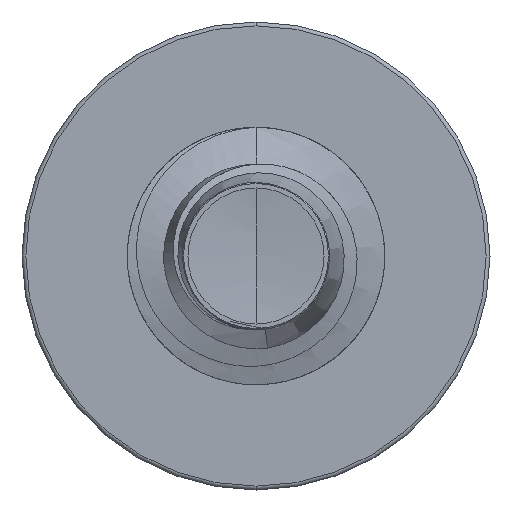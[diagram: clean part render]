
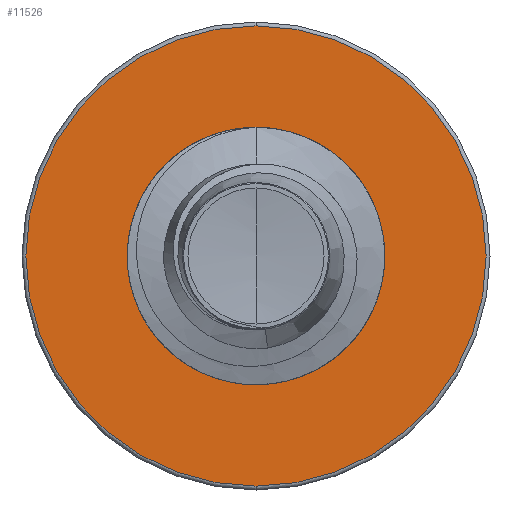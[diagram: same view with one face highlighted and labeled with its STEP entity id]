
A CAD part, front view. The second image highlights one B-rep face of the part: STEP entity #11526.
In plain terms, the highlighted planar face has unit normal (0, -1, 0).
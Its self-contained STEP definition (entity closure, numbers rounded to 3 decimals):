
#256 = ORIENTED_EDGE ( 'NONE', *, *, #1583, .F. ) ;
#788 = DIRECTION ( 'NONE',  ( 0., 0., 1. ) ) ;
#839 = CARTESIAN_POINT ( 'NONE',  ( 0., 8.5, 0. ) ) ;
#1120 = FACE_OUTER_BOUND ( 'NONE', #14871, .T. ) ;
#1210 = EDGE_LOOP ( 'NONE', ( #6186, #10819 ) ) ;
#1478 = AXIS2_PLACEMENT_3D ( 'NONE', #5557, #7986, #788 ) ;
#1583 = EDGE_CURVE ( 'NONE', #5672, #6763, #11842, .T. ) ;
#2044 = DIRECTION ( 'NONE',  ( 0., 0., 1. ) ) ;
#2888 = CARTESIAN_POINT ( 'NONE',  ( 0., 8.5, 0. ) ) ;
#3020 = DIRECTION ( 'NONE',  ( 0., 1., 0. ) ) ;
#3031 = DIRECTION ( 'NONE',  ( 0., 0., 1. ) ) ;
#3153 = CIRCLE ( 'NONE', #7129, 1.967 ) ;
#3455 = CARTESIAN_POINT ( 'NONE',  ( 0., 8.5, 1.967 ) ) ;
#3859 = DIRECTION ( 'NONE',  ( 0., 1., 0. ) ) ;
#4077 = DIRECTION ( 'NONE',  ( 0., 0., 1. ) ) ;
#4276 = FACE_BOUND ( 'NONE', #1210, .T. ) ;
#4345 = PLANE ( 'NONE',  #1478 ) ;
#4983 = AXIS2_PLACEMENT_3D ( 'NONE', #2888, #11289, #4077 ) ;
#5557 = CARTESIAN_POINT ( 'NONE',  ( 0., 8.5, -1.05 ) ) ;
#5672 = VERTEX_POINT ( 'NONE', #3455 ) ;
#6186 = ORIENTED_EDGE ( 'NONE', *, *, #10834, .T. ) ;
#6192 = CARTESIAN_POINT ( 'NONE',  ( 0., 8.5, 0. ) ) ;
#6763 = VERTEX_POINT ( 'NONE', #13418 ) ;
#7129 = AXIS2_PLACEMENT_3D ( 'NONE', #11071, #3859, #12263 ) ;
#7986 = DIRECTION ( 'NONE',  ( 0., 1., 0. ) ) ;
#8350 = CARTESIAN_POINT ( 'NONE',  ( 0., 8.5, -1.05 ) ) ;
#8716 = CARTESIAN_POINT ( 'NONE',  ( 0., 8.5, 1.05 ) ) ;
#9234 = DIRECTION ( 'NONE',  ( 0., 1., 0. ) ) ;
#10819 = ORIENTED_EDGE ( 'NONE', *, *, #11535, .T. ) ;
#10834 = EDGE_CURVE ( 'NONE', #12782, #13973, #14989, .T. ) ;
#11071 = CARTESIAN_POINT ( 'NONE',  ( 0., 8.5, 0. ) ) ;
#11289 = DIRECTION ( 'NONE',  ( 0., 1., 0. ) ) ;
#11462 = ORIENTED_EDGE ( 'NONE', *, *, #12535, .F. ) ;
#11526 = ADVANCED_FACE ( 'NONE', ( #1120, #4276 ), #4345, .F. ) ;
#11535 = EDGE_CURVE ( 'NONE', #13973, #12782, #13874, .T. ) ;
#11842 = CIRCLE ( 'NONE', #14951, 1.967 ) ;
#12263 = DIRECTION ( 'NONE',  ( 0., 0., 1. ) ) ;
#12535 = EDGE_CURVE ( 'NONE', #6763, #5672, #3153, .T. ) ;
#12782 = VERTEX_POINT ( 'NONE', #8716 ) ;
#13039 = AXIS2_PLACEMENT_3D ( 'NONE', #839, #9234, #2044 ) ;
#13418 = CARTESIAN_POINT ( 'NONE',  ( 0., 8.5, -1.967 ) ) ;
#13874 = CIRCLE ( 'NONE', #13039, 1.05 ) ;
#13973 = VERTEX_POINT ( 'NONE', #8350 ) ;
#14871 = EDGE_LOOP ( 'NONE', ( #256, #11462 ) ) ;
#14951 = AXIS2_PLACEMENT_3D ( 'NONE', #6192, #3020, #3031 ) ;
#14989 = CIRCLE ( 'NONE', #4983, 1.05 ) ;
